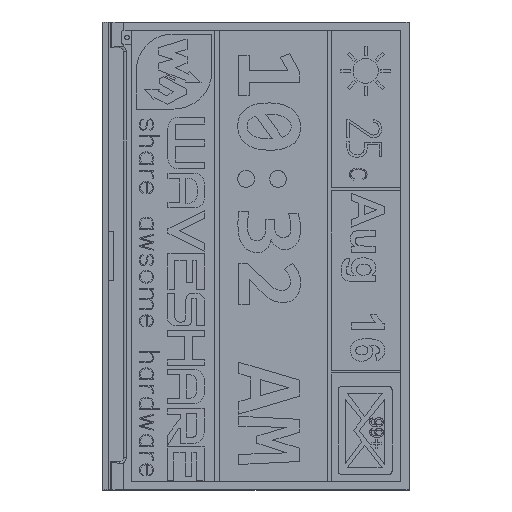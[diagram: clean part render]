
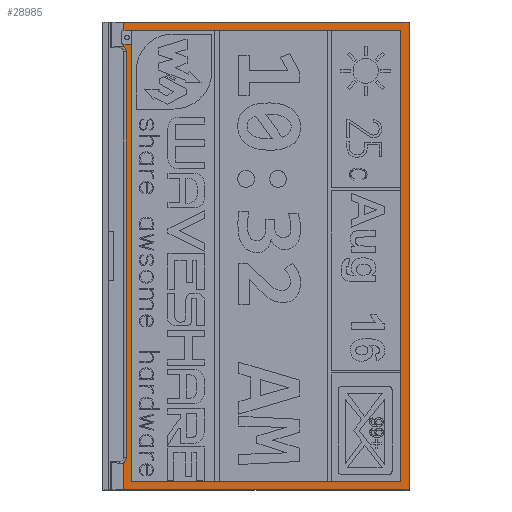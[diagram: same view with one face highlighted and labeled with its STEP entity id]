
A CAD part, top view. The second image highlights one B-rep face of the part: STEP entity #28985.
In plain terms, the highlighted planar face has unit normal (0, 0, 1).
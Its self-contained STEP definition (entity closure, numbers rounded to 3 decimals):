
#538=CIRCLE('',#30198,1.087);
#539=CIRCLE('',#30199,1.087);
#540=CIRCLE('',#30200,2.288);
#541=CIRCLE('',#30201,2.288);
#1303=ORIENTED_EDGE('',*,*,#7478,.F.);
#1304=ORIENTED_EDGE('',*,*,#7479,.T.);
#1305=ORIENTED_EDGE('',*,*,#7480,.F.);
#1306=ORIENTED_EDGE('',*,*,#7481,.T.);
#1307=ORIENTED_EDGE('',*,*,#7482,.T.);
#1308=ORIENTED_EDGE('',*,*,#7483,.T.);
#1309=ORIENTED_EDGE('',*,*,#7476,.T.);
#1310=ORIENTED_EDGE('',*,*,#7484,.F.);
#1311=ORIENTED_EDGE('',*,*,#7485,.F.);
#1312=ORIENTED_EDGE('',*,*,#7486,.T.);
#1313=ORIENTED_EDGE('',*,*,#7487,.T.);
#1314=ORIENTED_EDGE('',*,*,#7488,.T.);
#1315=ORIENTED_EDGE('',*,*,#7489,.T.);
#1316=ORIENTED_EDGE('',*,*,#7490,.T.);
#1317=ORIENTED_EDGE('',*,*,#7491,.F.);
#1318=ORIENTED_EDGE('',*,*,#7492,.F.);
#7476=EDGE_CURVE('',#10563,#10562,#12576,.T.);
#7478=EDGE_CURVE('',#10564,#10565,#12578,.T.);
#7479=EDGE_CURVE('',#10564,#10566,#12579,.T.);
#7480=EDGE_CURVE('',#10567,#10566,#538,.T.);
#7481=EDGE_CURVE('',#10567,#10568,#12580,.T.);
#7482=EDGE_CURVE('',#10568,#10569,#12581,.T.);
#7483=EDGE_CURVE('',#10569,#10563,#12582,.T.);
#7484=EDGE_CURVE('',#10570,#10562,#12583,.T.);
#7485=EDGE_CURVE('',#10571,#10570,#539,.T.);
#7486=EDGE_CURVE('',#10571,#10572,#12584,.T.);
#7487=EDGE_CURVE('',#10572,#10573,#540,.T.);
#7488=EDGE_CURVE('',#10573,#10574,#12585,.T.);
#7489=EDGE_CURVE('',#10574,#10575,#541,.T.);
#7490=EDGE_CURVE('',#10575,#10576,#12586,.T.);
#7491=EDGE_CURVE('',#10577,#10576,#12587,.T.);
#7492=EDGE_CURVE('',#10565,#10577,#12588,.T.);
#10562=VERTEX_POINT('',#38389);
#10563=VERTEX_POINT('',#38391);
#10564=VERTEX_POINT('',#38395);
#10565=VERTEX_POINT('',#38396);
#10566=VERTEX_POINT('',#38398);
#10567=VERTEX_POINT('',#38400);
#10568=VERTEX_POINT('',#38402);
#10569=VERTEX_POINT('',#38404);
#10570=VERTEX_POINT('',#38407);
#10571=VERTEX_POINT('',#38409);
#10572=VERTEX_POINT('',#38411);
#10573=VERTEX_POINT('',#38413);
#10574=VERTEX_POINT('',#38415);
#10575=VERTEX_POINT('',#38417);
#10576=VERTEX_POINT('',#38419);
#10577=VERTEX_POINT('',#38421);
#12576=LINE('',#38390,#15239);
#12578=LINE('',#38394,#15241);
#12579=LINE('',#38397,#15242);
#12580=LINE('',#38401,#15243);
#12581=LINE('',#38403,#15244);
#12582=LINE('',#38405,#15245);
#12583=LINE('',#38406,#15246);
#12584=LINE('',#38410,#15247);
#12585=LINE('',#38414,#15248);
#12586=LINE('',#38418,#15249);
#12587=LINE('',#38420,#15250);
#12588=LINE('',#38422,#15251);
#15239=VECTOR('',#32050,1000.);
#15241=VECTOR('',#32054,1000.);
#15242=VECTOR('',#32055,1000.);
#15243=VECTOR('',#32058,1000.);
#15244=VECTOR('',#32059,1000.);
#15245=VECTOR('',#32060,1000.);
#15246=VECTOR('',#32061,1000.);
#15247=VECTOR('',#32064,1000.);
#15248=VECTOR('',#32067,1000.);
#15249=VECTOR('',#32070,1000.);
#15250=VECTOR('',#32071,1000.);
#15251=VECTOR('',#32072,1000.);
#17319=EDGE_LOOP('',(#1303,#1304,#1305,#1306,#1307,#1308,#1309,#1310,#1311,
#1312,#1313,#1314,#1315,#1316,#1317,#1318));
#18591=FACE_BOUND('',#17319,.T.);
#19805=PLANE('',#30197);
#28985=ADVANCED_FACE('',(#18591),#19805,.F.);
#30197=AXIS2_PLACEMENT_3D('',#38393,#32052,#32053);
#30198=AXIS2_PLACEMENT_3D('',#38399,#32056,#32057);
#30199=AXIS2_PLACEMENT_3D('',#38408,#32062,#32063);
#30200=AXIS2_PLACEMENT_3D('',#38412,#32065,#32066);
#30201=AXIS2_PLACEMENT_3D('',#38416,#32068,#32069);
#32050=DIRECTION('',(0.,1.,0.));
#32052=DIRECTION('',(0.,0.,-1.));
#32053=DIRECTION('',(-1.,0.,0.));
#32054=DIRECTION('',(1.,0.,0.));
#32055=DIRECTION('',(0.,-1.,0.));
#32056=DIRECTION('',(0.,0.,1.));
#32057=DIRECTION('',(0.,-1.,0.));
#32058=DIRECTION('',(1.,0.,0.));
#32059=DIRECTION('',(0.,-1.,0.));
#32060=DIRECTION('',(-1.,0.,0.));
#32061=DIRECTION('',(1.,0.,0.));
#32062=DIRECTION('',(0.,0.,1.));
#32063=DIRECTION('',(0.,1.,0.));
#32064=DIRECTION('',(0.,-1.,0.));
#32065=DIRECTION('',(0.,0.,-1.));
#32066=DIRECTION('',(-1.,0.,0.));
#32067=DIRECTION('',(0.,-1.,0.));
#32068=DIRECTION('',(0.,0.,-1.));
#32069=DIRECTION('',(-1.,0.,0.));
#32070=DIRECTION('',(0.,-1.,0.));
#32071=DIRECTION('',(-1.,0.,0.));
#32072=DIRECTION('',(0.,-1.,0.));
#38389=CARTESIAN_POINT('',(-45.19,77.022,1.19));
#38390=CARTESIAN_POINT('',(-45.19,-82.2,1.19));
#38391=CARTESIAN_POINT('',(-45.19,-82.2,1.19));
#38393=CARTESIAN_POINT('',(0.,0.,1.19));
#38394=CARTESIAN_POINT('',(-55.71,85.2,1.19));
#38395=CARTESIAN_POINT('',(-48.299,85.2,1.19));
#38396=CARTESIAN_POINT('',(55.71,85.2,1.19));
#38397=CARTESIAN_POINT('',(-48.299,155.16,1.19));
#38398=CARTESIAN_POINT('',(-48.299,82.174,1.19));
#38399=CARTESIAN_POINT('',(-48.062,81.113,1.19));
#38400=CARTESIAN_POINT('',(-48.062,82.2,1.19));
#38401=CARTESIAN_POINT('',(-45.19,82.2,1.19));
#38402=CARTESIAN_POINT('',(52.73,82.2,1.19));
#38403=CARTESIAN_POINT('',(52.73,82.2,1.19));
#38404=CARTESIAN_POINT('',(52.73,-82.2,1.19));
#38405=CARTESIAN_POINT('',(52.73,-82.2,1.19));
#38406=CARTESIAN_POINT('',(-48.062,77.022,1.19));
#38407=CARTESIAN_POINT('',(-48.062,77.022,1.19));
#38408=CARTESIAN_POINT('',(-48.062,78.109,1.19));
#38409=CARTESIAN_POINT('',(-48.299,77.048,1.19));
#38410=CARTESIAN_POINT('',(-48.299,155.16,1.19));
#38411=CARTESIAN_POINT('',(-48.299,76.246,1.19));
#38412=CARTESIAN_POINT('',(-49.59,74.357,1.19));
#38413=CARTESIAN_POINT('',(-47.302,74.357,1.19));
#38414=CARTESIAN_POINT('',(-47.302,0.,1.19));
#38415=CARTESIAN_POINT('',(-47.302,-73.47,1.19));
#38416=CARTESIAN_POINT('',(-49.59,-73.47,1.19));
#38417=CARTESIAN_POINT('',(-48.299,-75.359,1.19));
#38418=CARTESIAN_POINT('',(-48.299,155.16,1.19));
#38419=CARTESIAN_POINT('',(-48.299,-85.2,1.19));
#38420=CARTESIAN_POINT('',(55.71,-85.2,1.19));
#38421=CARTESIAN_POINT('',(55.71,-85.2,1.19));
#38422=CARTESIAN_POINT('',(55.71,85.2,1.19));
